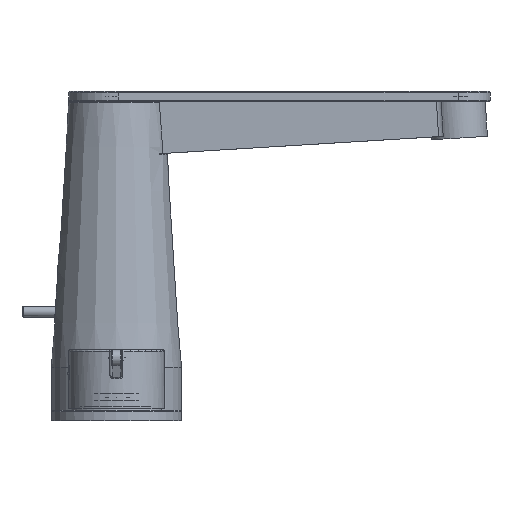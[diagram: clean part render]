
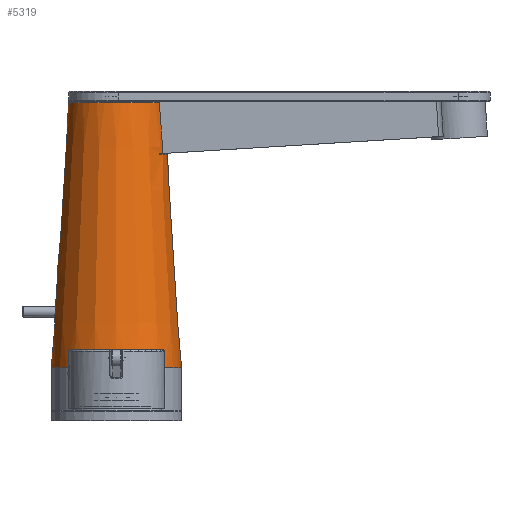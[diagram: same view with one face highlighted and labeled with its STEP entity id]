
A CAD part, left-side view. The second image highlights one B-rep face of the part: STEP entity #5319.
In plain terms, the highlighted conical face has half-angle 3.719 degrees and reference radius 21.259 mm.
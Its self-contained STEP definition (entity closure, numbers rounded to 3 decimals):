
#229=B_SPLINE_CURVE_WITH_KNOTS('',3,(#19904,#19905,#19906,#19907,#19908,
#19909),.UNSPECIFIED.,.F.,.F.,(4,1,1,4),(0.,0.333,0.667,
1.),.UNSPECIFIED.);
#231=B_SPLINE_CURVE_WITH_KNOTS('',3,(#19929,#19930,#19931,#19932,#19933,
#19934),.UNSPECIFIED.,.F.,.F.,(4,1,1,4),(0.,0.333,0.667,
1.),.UNSPECIFIED.);
#232=B_SPLINE_CURVE_WITH_KNOTS('',3,(#19937,#19938,#19939,#19940,#19941,
#19942,#19943,#19944,#19945,#19946,#19947,#19948,#19949,#19950,#19951,#19952,
#19953,#19954,#19955,#19956,#19957,#19958,#19959),.UNSPECIFIED.,.F.,.F.,
(4,3,2,2,2,2,2,2,2,2,4),(-0.001,0.,0.084,0.169,
0.253,0.338,0.422,0.506,
0.591,0.675,0.677),.UNSPECIFIED.);
#233=B_SPLINE_CURVE_WITH_KNOTS('',3,(#19961,#19962,#19963,#19964,#19965,
#19966),.UNSPECIFIED.,.F.,.F.,(4,1,1,4),(0.,0.333,0.667,
1.),.UNSPECIFIED.);
#234=B_SPLINE_CURVE_WITH_KNOTS('',3,(#19968,#19969,#19970,#19971,#19972,
#19973,#19974,#19975,#19976,#19977,#19978,#19979,#19980,#19981,#19982,#19983,
#19984,#19985),.UNSPECIFIED.,.F.,.F.,(4,2,2,2,2,2,2,2,4),(-0.682,
-0.598,-0.512,-0.427,-0.341,
-0.256,-0.171,-0.085,-0.001),
 .UNSPECIFIED.);
#235=B_SPLINE_CURVE_WITH_KNOTS('',3,(#19986,#19987,#19988,#19989,#19990,
#19991),.UNSPECIFIED.,.F.,.F.,(4,1,1,4),(0.,0.333,0.667,
1.),.UNSPECIFIED.);
#322=CONICAL_SURFACE('',#5991,21.259,0.065);
#455=FACE_BOUND('',#1085,.T.);
#744=FACE_OUTER_BOUND('',#1084,.T.);
#1084=EDGE_LOOP('',(#4736,#4737,#4738,#4739,#4740,#4741,#4742,#4743,#4744));
#1085=EDGE_LOOP('',(#4745,#4746,#4747,#4748));
#1400=LINE('',#19928,#1695);
#1695=VECTOR('',#7453,21.259);
#1999=CIRCLE('',#5978,24.5);
#2000=CIRCLE('',#5979,24.5);
#2004=CIRCLE('',#5985,19.287);
#2005=CIRCLE('',#5988,18.018);
#2006=CIRCLE('',#5989,18.018);
#2482=VERTEX_POINT('',#19863);
#2483=VERTEX_POINT('',#19864);
#2489=VERTEX_POINT('',#19881);
#2490=VERTEX_POINT('',#19883);
#2491=VERTEX_POINT('',#19887);
#2494=VERTEX_POINT('',#19911);
#2495=VERTEX_POINT('',#19913);
#2497=VERTEX_POINT('',#19935);
#2498=VERTEX_POINT('',#19936);
#2499=VERTEX_POINT('',#19960);
#2500=VERTEX_POINT('',#19967);
#3235=EDGE_CURVE('',#2482,#2483,#1999,.T.);
#3237=EDGE_CURVE('',#2483,#2482,#2000,.T.);
#3245=EDGE_CURVE('',#2489,#2490,#2004,.T.);
#3250=EDGE_CURVE('',#2490,#2491,#229,.T.);
#3251=EDGE_CURVE('',#2491,#2494,#2005,.T.);
#3252=EDGE_CURVE('',#2494,#2495,#2006,.T.);
#3255=EDGE_CURVE('',#2482,#2494,#1400,.T.);
#3256=EDGE_CURVE('',#2495,#2489,#231,.T.);
#3257=EDGE_CURVE('',#2497,#2498,#232,.T.);
#3258=EDGE_CURVE('',#2499,#2498,#233,.T.);
#3259=EDGE_CURVE('',#2499,#2500,#234,.T.);
#3260=EDGE_CURVE('',#2497,#2500,#235,.T.);
#4736=ORIENTED_EDGE('',*,*,#3235,.F.);
#4737=ORIENTED_EDGE('',*,*,#3255,.T.);
#4738=ORIENTED_EDGE('',*,*,#3251,.F.);
#4739=ORIENTED_EDGE('',*,*,#3250,.F.);
#4740=ORIENTED_EDGE('',*,*,#3245,.F.);
#4741=ORIENTED_EDGE('',*,*,#3256,.F.);
#4742=ORIENTED_EDGE('',*,*,#3252,.F.);
#4743=ORIENTED_EDGE('',*,*,#3255,.F.);
#4744=ORIENTED_EDGE('',*,*,#3237,.F.);
#4745=ORIENTED_EDGE('',*,*,#3257,.T.);
#4746=ORIENTED_EDGE('',*,*,#3258,.F.);
#4747=ORIENTED_EDGE('',*,*,#3259,.T.);
#4748=ORIENTED_EDGE('',*,*,#3260,.F.);
#5319=ADVANCED_FACE('',(#744,#455),#322,.T.);
#5978=AXIS2_PLACEMENT_3D('',#19865,#7418,#7419);
#5979=AXIS2_PLACEMENT_3D('',#19867,#7421,#7422);
#5985=AXIS2_PLACEMENT_3D('',#19884,#7437,#7438);
#5988=AXIS2_PLACEMENT_3D('',#19912,#7445,#7446);
#5989=AXIS2_PLACEMENT_3D('',#19914,#7447,#7448);
#5991=AXIS2_PLACEMENT_3D('',#19927,#7451,#7452);
#7418=DIRECTION('center_axis',(0.,0.,-1.));
#7419=DIRECTION('ref_axis',(1.,0.,0.));
#7421=DIRECTION('center_axis',(0.,0.,-1.));
#7422=DIRECTION('ref_axis',(1.,0.,0.));
#7437=DIRECTION('center_axis',(0.,0.,1.));
#7438=DIRECTION('ref_axis',(-0.415,-0.91,0.));
#7445=DIRECTION('center_axis',(0.,0.,1.));
#7446=DIRECTION('ref_axis',(1.,0.,0.));
#7447=DIRECTION('center_axis',(0.,0.,1.));
#7448=DIRECTION('ref_axis',(1.,0.,0.));
#7451=DIRECTION('center_axis',(0.,0.,-1.));
#7452=DIRECTION('ref_axis',(-1.,0.,0.));
#7453=DIRECTION('',(-0.065,0.,0.998));
#19863=CARTESIAN_POINT('',(24.5,0.,20.));
#19864=CARTESIAN_POINT('',(-24.5,0.,20.));
#19865=CARTESIAN_POINT('Origin',(0.,0.,20.));
#19867=CARTESIAN_POINT('Origin',(0.,0.,20.));
#19881=CARTESIAN_POINT('',(-8.,-17.55,100.2));
#19883=CARTESIAN_POINT('',(8.,-17.55,100.2));
#19884=CARTESIAN_POINT('Origin',(0.,0.,100.2));
#19887=CARTESIAN_POINT('',(8.,-16.145,119.719));
#19904=CARTESIAN_POINT('Ctrl Pts',(8.,-17.55,100.2));
#19905=CARTESIAN_POINT('Ctrl Pts',(8.,-17.391,102.424));
#19906=CARTESIAN_POINT('Ctrl Pts',(8.,-17.075,106.835));
#19907=CARTESIAN_POINT('Ctrl Pts',(8.,-16.607,113.341));
#19908=CARTESIAN_POINT('Ctrl Pts',(8.,-16.298,117.605));
#19909=CARTESIAN_POINT('Ctrl Pts',(8.,-16.145,119.719));
#19911=CARTESIAN_POINT('',(18.018,0.,119.719));
#19912=CARTESIAN_POINT('Origin',(0.,0.,119.719));
#19913=CARTESIAN_POINT('',(-8.,-16.145,119.719));
#19914=CARTESIAN_POINT('Origin',(0.,0.,119.719));
#19927=CARTESIAN_POINT('Origin',(0.,0.,69.86));
#19928=CARTESIAN_POINT('',(21.259,0.,69.86));
#19929=CARTESIAN_POINT('Ctrl Pts',(-8.,-16.145,119.719));
#19930=CARTESIAN_POINT('Ctrl Pts',(-8.,-16.298,117.606));
#19931=CARTESIAN_POINT('Ctrl Pts',(-8.,-16.607,113.342));
#19932=CARTESIAN_POINT('Ctrl Pts',(-8.,-17.075,106.836));
#19933=CARTESIAN_POINT('Ctrl Pts',(-8.,-17.391,102.425));
#19934=CARTESIAN_POINT('Ctrl Pts',(-8.,-17.55,100.2));
#19935=CARTESIAN_POINT('',(2.25,22.111,55.));
#19936=CARTESIAN_POINT('',(-2.25,22.111,55.));
#19937=CARTESIAN_POINT('Ctrl Pts',(2.25,22.111,55.));
#19938=CARTESIAN_POINT('Ctrl Pts',(2.25,22.11,55.005));
#19939=CARTESIAN_POINT('Ctrl Pts',(2.25,22.11,55.01));
#19940=CARTESIAN_POINT('Ctrl Pts',(2.25,22.11,55.015));
#19941=CARTESIAN_POINT('Ctrl Pts',(2.248,22.092,55.296));
#19942=CARTESIAN_POINT('Ctrl Pts',(2.19,22.078,55.595));
#19943=CARTESIAN_POINT('Ctrl Pts',(1.959,22.064,56.146));
#19944=CARTESIAN_POINT('Ctrl Pts',(1.786,22.063,56.397));
#19945=CARTESIAN_POINT('Ctrl Pts',(1.387,22.066,56.794));
#19946=CARTESIAN_POINT('Ctrl Pts',(1.134,22.07,56.966));
#19947=CARTESIAN_POINT('Ctrl Pts',(0.582,22.076,57.194));
#19948=CARTESIAN_POINT('Ctrl Pts',(0.281,22.079,57.25));
#19949=CARTESIAN_POINT('Ctrl Pts',(-0.281,22.079,
57.25));
#19950=CARTESIAN_POINT('Ctrl Pts',(-0.582,22.076,
57.194));
#19951=CARTESIAN_POINT('Ctrl Pts',(-1.134,22.07,56.966));
#19952=CARTESIAN_POINT('Ctrl Pts',(-1.387,22.066,56.794));
#19953=CARTESIAN_POINT('Ctrl Pts',(-1.786,22.063,56.397));
#19954=CARTESIAN_POINT('Ctrl Pts',(-1.959,22.064,56.146));
#19955=CARTESIAN_POINT('Ctrl Pts',(-2.19,22.078,55.595));
#19956=CARTESIAN_POINT('Ctrl Pts',(-2.248,22.092,55.296));
#19957=CARTESIAN_POINT('Ctrl Pts',(-2.25,22.11,55.01));
#19958=CARTESIAN_POINT('Ctrl Pts',(-2.25,22.11,55.005));
#19959=CARTESIAN_POINT('Ctrl Pts',(-2.25,22.111,55.));
#19960=CARTESIAN_POINT('',(-2.25,23.091,40.));
#19961=CARTESIAN_POINT('Ctrl Pts',(-2.25,23.091,40.));
#19962=CARTESIAN_POINT('Ctrl Pts',(-2.25,22.981,41.679));
#19963=CARTESIAN_POINT('Ctrl Pts',(-2.25,22.762,45.03));
#19964=CARTESIAN_POINT('Ctrl Pts',(-2.25,22.436,50.03));
#19965=CARTESIAN_POINT('Ctrl Pts',(-2.25,22.219,53.346));
#19966=CARTESIAN_POINT('Ctrl Pts',(-2.25,22.111,55.));
#19967=CARTESIAN_POINT('',(2.25,23.091,40.));
#19968=CARTESIAN_POINT('Ctrl Pts',(-2.25,23.091,40.));
#19969=CARTESIAN_POINT('Ctrl Pts',(-2.25,23.109,39.72));
#19970=CARTESIAN_POINT('Ctrl Pts',(-2.195,23.134,39.422));
#19971=CARTESIAN_POINT('Ctrl Pts',(-1.969,23.19,38.87));
#19972=CARTESIAN_POINT('Ctrl Pts',(-1.796,23.222,38.615));
#19973=CARTESIAN_POINT('Ctrl Pts',(-1.396,23.275,38.213));
#19974=CARTESIAN_POINT('Ctrl Pts',(-1.143,23.301,38.039));
#19975=CARTESIAN_POINT('Ctrl Pts',(-0.587,23.337,
37.807));
#19976=CARTESIAN_POINT('Ctrl Pts',(-0.284,23.346,
37.75));
#19977=CARTESIAN_POINT('Ctrl Pts',(0.284,23.346,37.75));
#19978=CARTESIAN_POINT('Ctrl Pts',(0.587,23.337,37.807));
#19979=CARTESIAN_POINT('Ctrl Pts',(1.143,23.301,38.039));
#19980=CARTESIAN_POINT('Ctrl Pts',(1.396,23.275,38.213));
#19981=CARTESIAN_POINT('Ctrl Pts',(1.796,23.222,38.615));
#19982=CARTESIAN_POINT('Ctrl Pts',(1.969,23.19,38.87));
#19983=CARTESIAN_POINT('Ctrl Pts',(2.195,23.134,39.422));
#19984=CARTESIAN_POINT('Ctrl Pts',(2.25,23.109,39.72));
#19985=CARTESIAN_POINT('Ctrl Pts',(2.25,23.091,40.));
#19986=CARTESIAN_POINT('Ctrl Pts',(2.25,22.111,55.));
#19987=CARTESIAN_POINT('Ctrl Pts',(2.25,22.219,53.346));
#19988=CARTESIAN_POINT('Ctrl Pts',(2.25,22.436,50.03));
#19989=CARTESIAN_POINT('Ctrl Pts',(2.25,22.762,45.03));
#19990=CARTESIAN_POINT('Ctrl Pts',(2.25,22.981,41.68));
#19991=CARTESIAN_POINT('Ctrl Pts',(2.25,23.091,40.));
